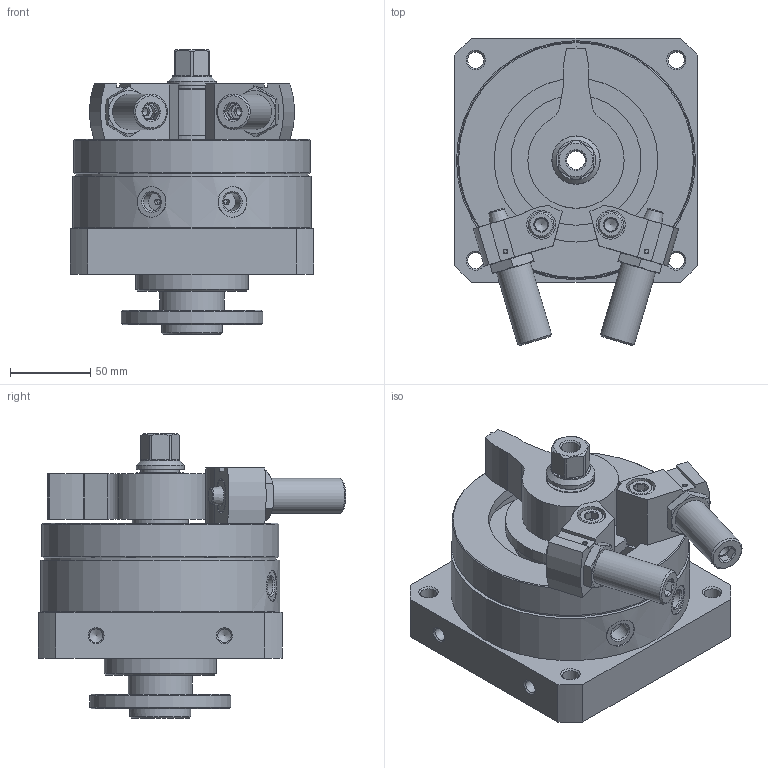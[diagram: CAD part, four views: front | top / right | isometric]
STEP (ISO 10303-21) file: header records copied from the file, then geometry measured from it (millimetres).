
FILE_DESCRIPTION(/* description */ ('STEP AP214'),/* implementation_level */ '2;1');
FILE_NAME(/* name */ '566214_DSM-63-270-P1-FW-A-B',/* time_stamp */ '2024-08-21T18:53:43+02:00',/* author */ ('License CC BY-ND 4.0'),/* organization */ ('CADENAS'),/* preprocessor_version */ 'ST-DEVELOPER v19.3',/* originating_system */ 'PARTsolutions',/* authorisation */ ' ');
FILE_SCHEMA (('AUTOMOTIVE_DESIGN {1 0 10303 214 3 1 1}'));
Length unit declared in the file: millimetre
Products named in the file (9): 566214 DSM-63-270-P1-FW-A-B--(0); 566214 DSM-63-270-P1-FW-A-B_G---(B); 737476 DSM-63-BR---(HZ); 1113706 DYEF-M22-Y1F_P; 714510 DSM-63_NS; DIN-912 - M10x40(F); 337143 VAL-1/8-10 M22X1.5-6-27; 737477 DSM-63-BL---(HZ); 566214 DSM-63-270-P1-FW-A-B_K---(B)
Assembly tree (12 placements, depth 2):
  566214 DSM-63-270-P1-FW-A-B--(0)
    566214 DSM-63-270-P1-FW-A-B_G---(B)
    737476 DSM-63-BR---(HZ)
    1113706 DYEF-M22-Y1F_P  x2
    714510 DSM-63_NS  x2
    DIN-912 - M10x40(F)  x2
    337143 VAL-1/8-10 M22X1.5-6-27  x2
    737477 DSM-63-BL---(HZ)
    566214 DSM-63-270-P1-FW-A-B_K---(B)
Bounding box: 152 x 191.58 x 177.4 mm (x, y, z)
Volume: 1657406.9 mm3; surface area: 255715.5 mm2
Topology: 12 solids, 12 shells, 403 faces, 918 edges, 569 vertices
Faces by surface type: plane 186, cylinder 111, cone 102, torus 4
Full cylindrical faces by diameter (mm): 2.459 x2, 3.6 x2, 6.647 x4, 8.376 x8, 8.917 x2, 10 x2, 10.106 x4, 11 x2, 11.445 x3, 12 x4, 16 x2, 18 x2, 19 x2, 20.376 x4, 22 x2, 24 x1, 24.6 x1, 30 x2, 30.1 x1, 35 x2, 38 x1, 40 x1, 69 x1, 70 x1, 81 x1, 88 x1, 102 x1, 116 x1, 129 x1, 144.6 x1
Entity records: 8826 total; most frequent: CARTESIAN_POINT 1549, DIRECTION 1503, ORIENTED_EDGE 1150, AXIS2_PLACEMENT_3D 633, EDGE_CURVE 575, FACE_BOUND 532, EDGE_LOOP 524, VERTEX_POINT 443
